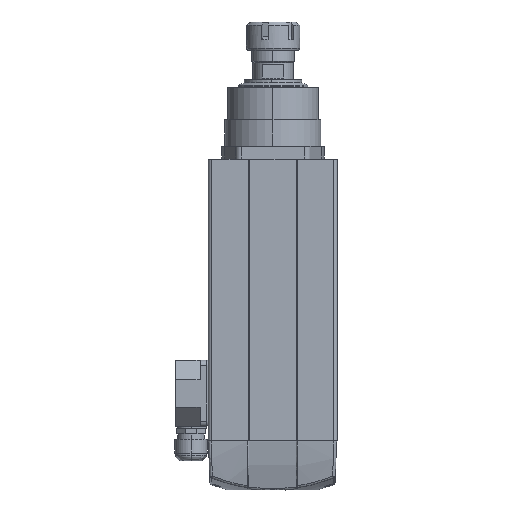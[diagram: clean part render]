
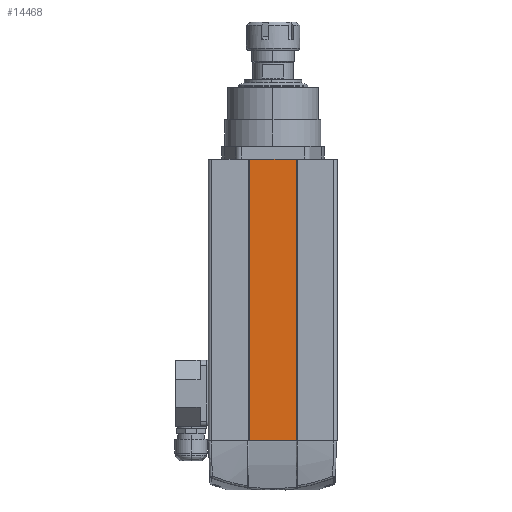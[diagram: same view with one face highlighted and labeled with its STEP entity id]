
A CAD part, left-side view. The second image highlights one B-rep face of the part: STEP entity #14468.
In plain terms, the highlighted planar face has unit normal (-1, 0, 0).
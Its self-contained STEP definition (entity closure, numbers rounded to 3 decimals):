
#2016 = DIRECTION ( 'NONE',  ( 1., 0., 0. ) ) ;
#3047 = VECTOR ( 'NONE', #23923, 1000. ) ;
#3153 = CARTESIAN_POINT ( 'NONE',  ( -11419.438, -7642.289, 264. ) ) ;
#6148 = CARTESIAN_POINT ( 'NONE',  ( -11419.438, 0., 264. ) ) ;
#6373 = EDGE_LOOP ( 'NONE', ( #14275, #14682, #19511, #22060 ) ) ;
#6781 = DIRECTION ( 'NONE',  ( 0., 0., -1. ) ) ;
#7754 = CARTESIAN_POINT ( 'NONE',  ( -11419.438, -7598.289, 264. ) ) ;
#9443 = VERTEX_POINT ( 'NONE', #17835 ) ;
#9557 = DIRECTION ( 'NONE',  ( 0., 0., -1. ) ) ;
#9746 = LINE ( 'NONE', #6148, #17328 ) ;
#10952 = VECTOR ( 'NONE', #6781, 1000. ) ;
#11951 = DIRECTION ( 'NONE',  ( 0., 0., 1. ) ) ;
#12320 = PLANE ( 'NONE',  #30397 ) ;
#14275 = ORIENTED_EDGE ( 'NONE', *, *, #23461, .F. ) ;
#14468 = ADVANCED_FACE ( 'NONE', ( #19694 ), #12320, .F. ) ;
#14555 = DIRECTION ( 'NONE',  ( 0., -1., 0. ) ) ;
#14682 = ORIENTED_EDGE ( 'NONE', *, *, #17627, .F. ) ;
#15169 = CARTESIAN_POINT ( 'NONE',  ( -11419.438, -7642.289, 0. ) ) ;
#16465 = CARTESIAN_POINT ( 'NONE',  ( -11419.438, -7598.289, 0. ) ) ;
#16691 = VERTEX_POINT ( 'NONE', #15169 ) ;
#17328 = VECTOR ( 'NONE', #14555, 1000. ) ;
#17625 = VERTEX_POINT ( 'NONE', #16465 ) ;
#17627 = EDGE_CURVE ( 'NONE', #9443, #30147, #9746, .T. ) ;
#17835 = CARTESIAN_POINT ( 'NONE',  ( -11419.438, -7598.289, 264. ) ) ;
#18144 = VECTOR ( 'NONE', #11951, 1000. ) ;
#18630 = CARTESIAN_POINT ( 'NONE',  ( -11419.438, 0., 0. ) ) ;
#18959 = LINE ( 'NONE', #29545, #10952 ) ;
#19034 = LINE ( 'NONE', #18630, #3047 ) ;
#19511 = ORIENTED_EDGE ( 'NONE', *, *, #23554, .F. ) ;
#19694 = FACE_OUTER_BOUND ( 'NONE', #6373, .T. ) ;
#20455 = EDGE_CURVE ( 'NONE', #17625, #16691, #19034, .T. ) ;
#22060 = ORIENTED_EDGE ( 'NONE', *, *, #20455, .T. ) ;
#23461 = EDGE_CURVE ( 'NONE', #30147, #16691, #18959, .T. ) ;
#23554 = EDGE_CURVE ( 'NONE', #17625, #9443, #30451, .T. ) ;
#23923 = DIRECTION ( 'NONE',  ( 0., -1., 0. ) ) ;
#29545 = CARTESIAN_POINT ( 'NONE',  ( -11419.438, -7642.289, 264. ) ) ;
#30147 = VERTEX_POINT ( 'NONE', #3153 ) ;
#30397 = AXIS2_PLACEMENT_3D ( 'NONE', #32337, #2016, #9557 ) ;
#30451 = LINE ( 'NONE', #7754, #18144 ) ;
#32337 = CARTESIAN_POINT ( 'NONE',  ( -11419.438, 0., 264. ) ) ;
